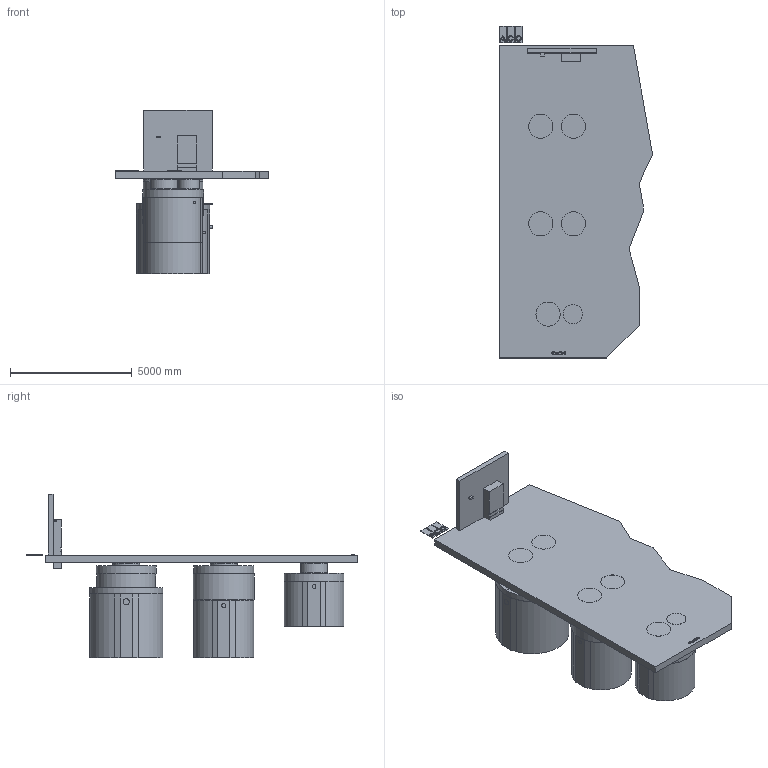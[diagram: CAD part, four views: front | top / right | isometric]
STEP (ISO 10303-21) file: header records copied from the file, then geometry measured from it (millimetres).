
FILE_DESCRIPTION(/* description */ (''),/* implementation_level */ '2;1');
FILE_NAME(/* name */ 'ACO Oleolift-C.s.iam.stp',/* time_stamp */ '2025-06-10T09:35:44+02:00',/* author */ ('AUnternaehrer'),/* organization */ (''),/* preprocessor_version */ 'ST-DEVELOPER v18.1',/* originating_system */ 'Autodesk Inventor 2022',/* authorisation */ '');
FILE_SCHEMA (('AUTOMOTIVE_DESIGN { 1 0 10303 214 3 1 1 }'));
Length unit declared in the file: millimetre
Products named in the file (75): ACO Oleolift-C.s; ACO Oleolift-C; ACO Oleolift-C_1; ACO Oleolift-C_2; ACO Oleolift-C_3; ACO Oleolift-C_4; ACO Oleolift-C_5; ACO Oleolift-C_6; ACO Oleolift-C_7; ACO Oleolift-C_8; ACO Oleolift-C_9; ACO Oleolift-C_10; ACO Oleolift-C_11; ACO Oleolift-C_12; ACO Oleolift-C_13; ACO Oleolift-C_14; ACO Oleolift-C_15; ACO Oleolift-C_16; ACO Oleolift-C_17; ACO Oleolift-C_18; ACO Oleolift-C_19; ACO Oleolift-C_20; ACO Oleolift-C_21; ACO Oleolift-C_22; ACO Oleolift-C_23; ACO Oleolift-C_24; ACO Oleolift-C_25; ACO Oleolift-C_26; ACO Oleolift-C_27; ACO Oleolift-C_28; ACO Oleolift-C_29; ACO Oleolift-C_30; ACO Oleolift-C_31; ACO Oleolift-C_32; ACO Oleolift-C_33; ACO Oleolift-C_34; ACO Oleolift-C_35; ACO Oleolift-C_36; ACO Oleolift-C_37; ACO Oleolift-C_38 ...
Assembly tree (74 placements, depth 2):
  ACO Oleolift-C.s
    ACO Oleolift-C
    ACO Oleolift-C_1
    ACO Oleolift-C_2
    ACO Oleolift-C_3
    ACO Oleolift-C_4
    ACO Oleolift-C_5
    ACO Oleolift-C_6
    ACO Oleolift-C_7
    ACO Oleolift-C_8
    ACO Oleolift-C_9
    ACO Oleolift-C_10
    ACO Oleolift-C_11
    ACO Oleolift-C_12
    ACO Oleolift-C_13
    ACO Oleolift-C_14
    ACO Oleolift-C_15
    ACO Oleolift-C_16
    ACO Oleolift-C_17
    ACO Oleolift-C_18
    ACO Oleolift-C_19
    ACO Oleolift-C_20
    ACO Oleolift-C_21
    ACO Oleolift-C_22
    ACO Oleolift-C_23
    ACO Oleolift-C_24
    ACO Oleolift-C_25
    ACO Oleolift-C_26
    ACO Oleolift-C_27
    ACO Oleolift-C_28
    ACO Oleolift-C_29
    ACO Oleolift-C_30
    ACO Oleolift-C_31
    ACO Oleolift-C_32
    ACO Oleolift-C_33
    ACO Oleolift-C_34
    ACO Oleolift-C_35
    ACO Oleolift-C_36
    ACO Oleolift-C_37
    ACO Oleolift-C_38
    ACO Oleolift-C_39
    ACO Oleolift-C_40
    ACO Oleolift-C_41
    ACO Oleolift-C_42
    ACO Oleolift-C_43
    ACO Oleolift-C_44
    ACO Oleolift-C_45
    ACO Oleolift-C_46
    ACO Oleolift-C_47
    ACO Oleolift-C_48
    ACO Oleolift-C_49
    ACO Oleolift-C_50
    ACO Oleolift-C_51
    ACO Oleolift-C_52
    ACO Oleolift-C_53
    ACO Oleolift-C_54
    ACO Oleolift-C_55
    ACO Oleolift-C_56
    ACO Oleolift-C_57
    ACO Oleolift-C_58
Bounding box: 6278.82 x 13610 x 6720 mm (x, y, z)
Volume: 44111910084.6 mm3; surface area: 670299272 mm2
Topology: 88 solids, 91 shells, 895 faces, 2070 edges, 1318 vertices
Faces by surface type: plane 701, cylinder 194
Full cylindrical faces by diameter (mm): 22 x1, 50 x8, 100 x12, 110 x10, 150 x6, 157.689 x1, 160 x6, 227.773 x1, 250 x6, 340 x2, 436 x1, 625 x3, 785 x2, 800 x15, 805 x6, 865 x3, 990 x10, 1040 x30, 1100 x15, 2100 x2, 2160 x1, 2196 x2, 2200 x7, 2250 x1, 2260 x1, 2290 x1, 2310 x5, 2390 x1, 2400 x1, 2450 x3
Entity records: 28909 total; most frequent: DIRECTION 4801, CARTESIAN_POINT 4432, ORIENTED_EDGE 4140, EDGE_CURVE 2070, AXIS2_PLACEMENT_3D 1687, LINE 1427, VECTOR 1427, VERTEX_POINT 1318
